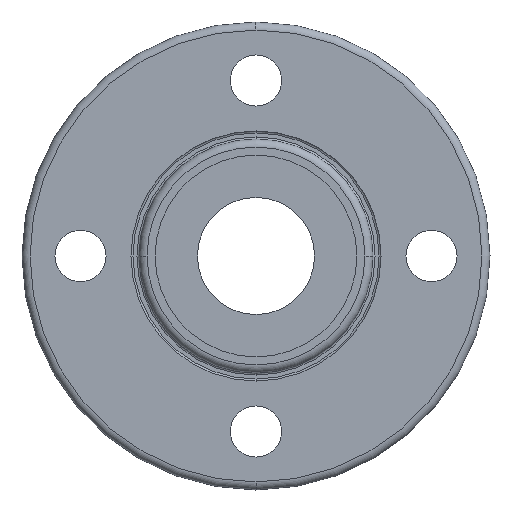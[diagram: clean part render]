
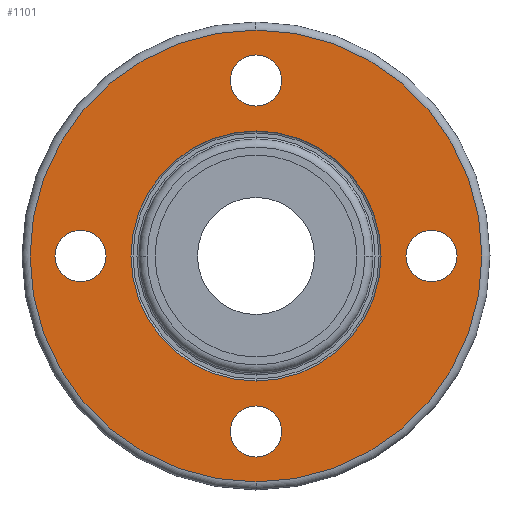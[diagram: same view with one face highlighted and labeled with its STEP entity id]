
A CAD part, left-side view. The second image highlights one B-rep face of the part: STEP entity #1101.
In plain terms, the highlighted planar face has unit normal (-1, 0, 0).
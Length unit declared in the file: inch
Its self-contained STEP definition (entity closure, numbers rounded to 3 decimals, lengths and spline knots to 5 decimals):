
#3 = EDGE_CURVE ( 'NONE', #1857, #1505, #1419, .T. ) ;
#42 = CARTESIAN_POINT ( 'NONE',  ( 0.29528, 0., -0.60827 ) ) ;
#47 = CARTESIAN_POINT ( 'NONE',  ( 0.29528, 0.47244, 0. ) ) ;
#50 = EDGE_CURVE ( 'NONE', #440, #80, #851, .T. ) ;
#60 = CARTESIAN_POINT ( 'NONE',  ( 0.29528, 0., 0.47244 ) ) ;
#65 = ORIENTED_EDGE ( 'NONE', *, *, #1975, .T. ) ;
#68 = VERTEX_POINT ( 'NONE', #1068 ) ;
#71 = AXIS2_PLACEMENT_3D ( 'NONE', #2160, #1569, #1230 ) ;
#80 = VERTEX_POINT ( 'NONE', #498 ) ;
#86 = CARTESIAN_POINT ( 'NONE',  ( 0.29528, 0., -0.3366 ) ) ;
#89 = CARTESIAN_POINT ( 'NONE',  ( 0.29528, -0.47244, 0. ) ) ;
#101 = CARTESIAN_POINT ( 'NONE',  ( 0.29528, 0., 0. ) ) ;
#149 = AXIS2_PLACEMENT_3D ( 'NONE', #1385, #1970, #2113 ) ;
#220 = ORIENTED_EDGE ( 'NONE', *, *, #3, .T. ) ;
#239 = ORIENTED_EDGE ( 'NONE', *, *, #1988, .T. ) ;
#240 = EDGE_LOOP ( 'NONE', ( #272, #1929 ) ) ;
#252 = EDGE_CURVE ( 'NONE', #1697, #1557, #2006, .T. ) ;
#259 = AXIS2_PLACEMENT_3D ( 'NONE', #89, #2111, #1395 ) ;
#272 = ORIENTED_EDGE ( 'NONE', *, *, #866, .F. ) ;
#299 = VERTEX_POINT ( 'NONE', #984 ) ;
#311 = DIRECTION ( 'NONE',  ( 1., 0., 0. ) ) ;
#317 = CARTESIAN_POINT ( 'NONE',  ( 0.29528, 0., 0.3366 ) ) ;
#328 = EDGE_CURVE ( 'NONE', #1543, #745, #1415, .T. ) ;
#336 = ORIENTED_EDGE ( 'NONE', *, *, #2327, .T. ) ;
#375 = DIRECTION ( 'NONE',  ( 1., 0., 0. ) ) ;
#382 = AXIS2_PLACEMENT_3D ( 'NONE', #1059, #2186, #2356 ) ;
#435 = DIRECTION ( 'NONE',  ( 0., 1., 0. ) ) ;
#440 = VERTEX_POINT ( 'NONE', #42 ) ;
#466 = DIRECTION ( 'NONE',  ( -1., 0., 0. ) ) ;
#498 = CARTESIAN_POINT ( 'NONE',  ( 0.29528, 0., 0.60827 ) ) ;
#518 = DIRECTION ( 'NONE',  ( -1., 0., 0. ) ) ;
#579 = AXIS2_PLACEMENT_3D ( 'NONE', #1919, #640, #1357 ) ;
#610 = ORIENTED_EDGE ( 'NONE', *, *, #1462, .T. ) ;
#640 = DIRECTION ( 'NONE',  ( 1., 0., 0. ) ) ;
#658 = FACE_BOUND ( 'NONE', #1572, .T. ) ;
#704 = AXIS2_PLACEMENT_3D ( 'NONE', #2215, #375, #922 ) ;
#745 = VERTEX_POINT ( 'NONE', #317 ) ;
#796 = CIRCLE ( 'NONE', #149, 0.0689 ) ;
#851 = CIRCLE ( 'NONE', #1225, 0.60827 ) ;
#866 = EDGE_CURVE ( 'NONE', #745, #1543, #1075, .T. ) ;
#884 = ORIENTED_EDGE ( 'NONE', *, *, #252, .T. ) ;
#899 = ORIENTED_EDGE ( 'NONE', *, *, #1646, .T. ) ;
#922 = DIRECTION ( 'NONE',  ( 0., -1., 0. ) ) ;
#945 = CARTESIAN_POINT ( 'NONE',  ( 0.29528, 0., 0. ) ) ;
#949 = AXIS2_PLACEMENT_3D ( 'NONE', #1604, #311, #1957 ) ;
#984 = CARTESIAN_POINT ( 'NONE',  ( 0.29528, 0., 0.40354 ) ) ;
#1015 = CARTESIAN_POINT ( 'NONE',  ( 0.29528, 0., -0.54134 ) ) ;
#1059 = CARTESIAN_POINT ( 'NONE',  ( 0.29528, 0., -0.47244 ) ) ;
#1068 = CARTESIAN_POINT ( 'NONE',  ( 0.29528, -0.54134, 0. ) ) ;
#1075 = CIRCLE ( 'NONE', #1737, 0.3366 ) ;
#1096 = EDGE_CURVE ( 'NONE', #2198, #68, #2002, .T. ) ;
#1101 = ADVANCED_FACE ( 'NONE', ( #1939, #2310, #658, #1177, #2324, #2136 ), #1406, .F. ) ;
#1154 = AXIS2_PLACEMENT_3D ( 'NONE', #47, #2107, #2115 ) ;
#1174 = EDGE_LOOP ( 'NONE', ( #1325, #2033 ) ) ;
#1177 = FACE_BOUND ( 'NONE', #1316, .T. ) ;
#1189 = DIRECTION ( 'NONE',  ( 0., 0., -1. ) ) ;
#1225 = AXIS2_PLACEMENT_3D ( 'NONE', #1801, #518, #2336 ) ;
#1230 = DIRECTION ( 'NONE',  ( 0., 0., -1. ) ) ;
#1301 = AXIS2_PLACEMENT_3D ( 'NONE', #101, #466, #1189 ) ;
#1316 = EDGE_LOOP ( 'NONE', ( #239, #884 ) ) ;
#1323 = CIRCLE ( 'NONE', #949, 0.0689 ) ;
#1325 = ORIENTED_EDGE ( 'NONE', *, *, #2341, .T. ) ;
#1357 = DIRECTION ( 'NONE',  ( 0., 0., -1. ) ) ;
#1385 = CARTESIAN_POINT ( 'NONE',  ( 0.29528, 0., 0.47244 ) ) ;
#1393 = CARTESIAN_POINT ( 'NONE',  ( 0.29528, 0.40354, 0. ) ) ;
#1395 = DIRECTION ( 'NONE',  ( 0., 0., 1. ) ) ;
#1406 = PLANE ( 'NONE',  #71 ) ;
#1411 = CARTESIAN_POINT ( 'NONE',  ( 0.29528, 0., 0. ) ) ;
#1415 = CIRCLE ( 'NONE', #1733, 0.3366 ) ;
#1419 = CIRCLE ( 'NONE', #382, 0.0689 ) ;
#1462 = EDGE_CURVE ( 'NONE', #1505, #1857, #1745, .T. ) ;
#1505 = VERTEX_POINT ( 'NONE', #1015 ) ;
#1543 = VERTEX_POINT ( 'NONE', #86 ) ;
#1557 = VERTEX_POINT ( 'NONE', #1742 ) ;
#1569 = DIRECTION ( 'NONE',  ( 1., 0., 0. ) ) ;
#1571 = EDGE_LOOP ( 'NONE', ( #1792, #899 ) ) ;
#1572 = EDGE_LOOP ( 'NONE', ( #610, #220 ) ) ;
#1604 = CARTESIAN_POINT ( 'NONE',  ( 0.29528, -0.47244, 0. ) ) ;
#1646 = EDGE_CURVE ( 'NONE', #80, #440, #2213, .T. ) ;
#1653 = CARTESIAN_POINT ( 'NONE',  ( 0.29528, 0., 0.54134 ) ) ;
#1674 = DIRECTION ( 'NONE',  ( 0., 0., 1. ) ) ;
#1693 = CIRCLE ( 'NONE', #1784, 0.0689 ) ;
#1697 = VERTEX_POINT ( 'NONE', #1393 ) ;
#1728 = EDGE_LOOP ( 'NONE', ( #65, #336 ) ) ;
#1733 = AXIS2_PLACEMENT_3D ( 'NONE', #945, #2276, #1674 ) ;
#1737 = AXIS2_PLACEMENT_3D ( 'NONE', #1411, #1760, #2164 ) ;
#1742 = CARTESIAN_POINT ( 'NONE',  ( 0.29528, 0.54134, 0. ) ) ;
#1745 = CIRCLE ( 'NONE', #704, 0.0689 ) ;
#1760 = DIRECTION ( 'NONE',  ( -1., 0., 0. ) ) ;
#1771 = VERTEX_POINT ( 'NONE', #1653 ) ;
#1784 = AXIS2_PLACEMENT_3D ( 'NONE', #60, #2089, #435 ) ;
#1792 = ORIENTED_EDGE ( 'NONE', *, *, #50, .T. ) ;
#1801 = CARTESIAN_POINT ( 'NONE',  ( 0.29528, 0., 0. ) ) ;
#1821 = CIRCLE ( 'NONE', #1154, 0.0689 ) ;
#1857 = VERTEX_POINT ( 'NONE', #1862 ) ;
#1862 = CARTESIAN_POINT ( 'NONE',  ( 0.29528, 0., -0.40354 ) ) ;
#1882 = CARTESIAN_POINT ( 'NONE',  ( 0.29528, -0.40354, 0. ) ) ;
#1919 = CARTESIAN_POINT ( 'NONE',  ( 0.29528, 0.47244, 0. ) ) ;
#1929 = ORIENTED_EDGE ( 'NONE', *, *, #328, .F. ) ;
#1939 = FACE_BOUND ( 'NONE', #1728, .T. ) ;
#1957 = DIRECTION ( 'NONE',  ( 0., 0., 1. ) ) ;
#1970 = DIRECTION ( 'NONE',  ( 1., 0., 0. ) ) ;
#1975 = EDGE_CURVE ( 'NONE', #1771, #299, #1693, .T. ) ;
#1988 = EDGE_CURVE ( 'NONE', #1557, #1697, #1821, .T. ) ;
#2002 = CIRCLE ( 'NONE', #259, 0.0689 ) ;
#2006 = CIRCLE ( 'NONE', #579, 0.0689 ) ;
#2033 = ORIENTED_EDGE ( 'NONE', *, *, #1096, .T. ) ;
#2089 = DIRECTION ( 'NONE',  ( 1., 0., 0. ) ) ;
#2107 = DIRECTION ( 'NONE',  ( 1., 0., 0. ) ) ;
#2111 = DIRECTION ( 'NONE',  ( 1., 0., 0. ) ) ;
#2113 = DIRECTION ( 'NONE',  ( 0., 1., 0. ) ) ;
#2115 = DIRECTION ( 'NONE',  ( 0., 0., -1. ) ) ;
#2136 = FACE_BOUND ( 'NONE', #240, .T. ) ;
#2160 = CARTESIAN_POINT ( 'NONE',  ( 0.29528, 0., 0. ) ) ;
#2164 = DIRECTION ( 'NONE',  ( 0., 0., 1. ) ) ;
#2186 = DIRECTION ( 'NONE',  ( 1., 0., 0. ) ) ;
#2198 = VERTEX_POINT ( 'NONE', #1882 ) ;
#2213 = CIRCLE ( 'NONE', #1301, 0.60827 ) ;
#2215 = CARTESIAN_POINT ( 'NONE',  ( 0.29528, 0., -0.47244 ) ) ;
#2276 = DIRECTION ( 'NONE',  ( -1., 0., 0. ) ) ;
#2310 = FACE_BOUND ( 'NONE', #1174, .T. ) ;
#2324 = FACE_OUTER_BOUND ( 'NONE', #1571, .T. ) ;
#2327 = EDGE_CURVE ( 'NONE', #299, #1771, #796, .T. ) ;
#2336 = DIRECTION ( 'NONE',  ( 0., 0., -1. ) ) ;
#2341 = EDGE_CURVE ( 'NONE', #68, #2198, #1323, .T. ) ;
#2356 = DIRECTION ( 'NONE',  ( 0., -1., 0. ) ) ;
